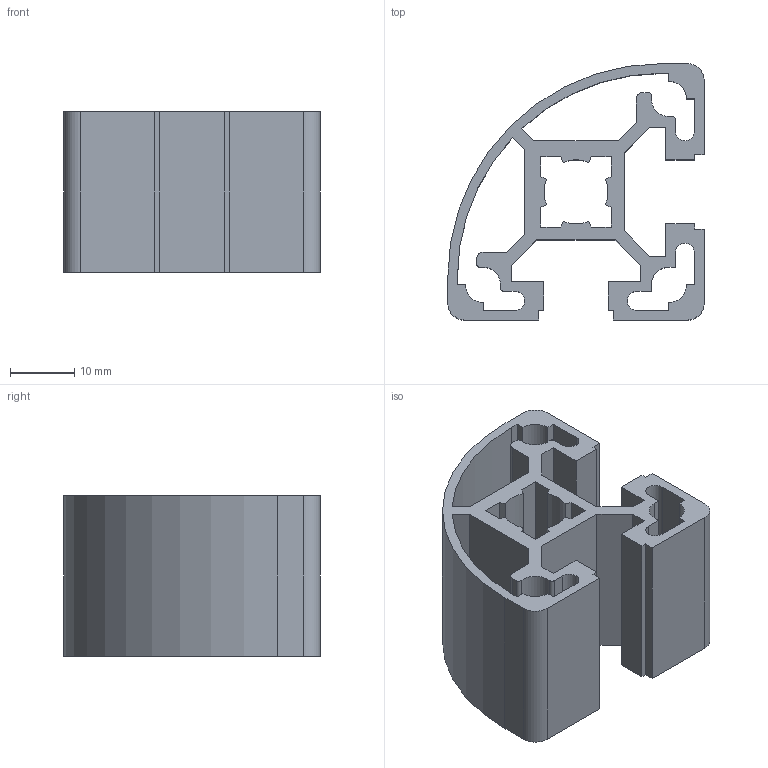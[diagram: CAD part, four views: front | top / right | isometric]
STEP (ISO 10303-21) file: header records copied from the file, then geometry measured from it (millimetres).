
FILE_DESCRIPTION((''),'2;1');
FILE_NAME('40x40R.ipt.stp','2011-06-06T11:21:20',(''),(''),'Autodesk Inventor 2011','Autodesk Inventor 2011','');
FILE_SCHEMA(('AUTOMOTIVE_DESIGN { 1 0 10303 214 1 1 1 1 }'));
Length unit declared in the file: millimetre
Products named in the file (1): 40x40R
Bounding box: 40 x 40 x 25 mm (x, y, z)
Volume: 12235.1 mm3; surface area: 12539.1 mm2
Topology: 1 solids, 1 shells, 104 faces, 306 edges, 204 vertices
Faces by surface type: plane 78, cylinder 26
Entity records: 3484 total; most frequent: CARTESIAN_POINT 615, ORIENTED_EDGE 612, DIRECTION 568, EDGE_CURVE 306, VECTOR 254, LINE 254, VERTEX_POINT 204, AXIS2_PLACEMENT_3D 157
